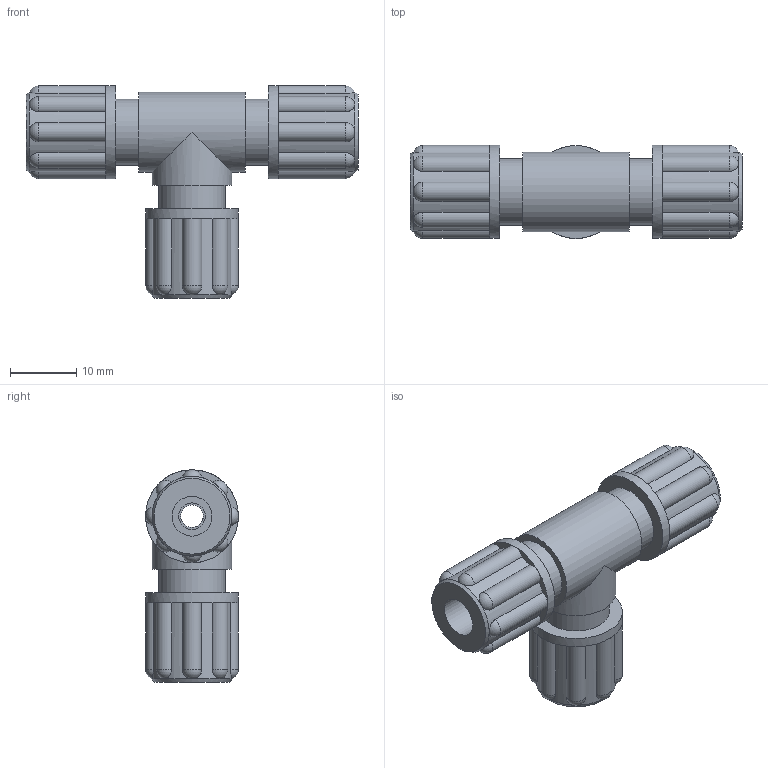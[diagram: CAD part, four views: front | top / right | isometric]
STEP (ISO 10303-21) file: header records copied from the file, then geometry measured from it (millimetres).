
FILE_DESCRIPTION(/* description */ (''),/* implementation_level */ '2;1');
FILE_NAME(/* name */ '1A300T40xx.stp',/* time_stamp */ '2018-01-03T15:50:17+01:00',/* author */ ('somue'),/* organization */ (''),/* preprocessor_version */ 'ST-DEVELOPER v17',/* originating_system */ 'Autodesk Inventor 2018',/* authorisation */ '');
FILE_SCHEMA (('CONFIG_CONTROL_DESIGN'));
Length unit declared in the file: millimetre
Products named in the file (1): 1A300T40xx
Bounding box: 50 x 14 x 32 mm (x, y, z)
Volume: 7031.3 mm3; surface area: 5130.8 mm2
Topology: 1 solids, 1 shells, 130 faces, 324 edges, 207 vertices
Faces by surface type: cylinder 64, plane 39, sphere 24, cone 3
Full cylindrical faces by diameter (mm): 3.4 x2, 4 x3, 6 x3, 10 x3, 12 x2, 14 x3
Entity records: 4438 total; most frequent: CARTESIAN_POINT 1190, DIRECTION 745, ORIENTED_EDGE 648, AXIS2_PLACEMENT_3D 338, EDGE_CURVE 324, VERTEX_POINT 207, CIRCLE 201, EDGE_LOOP 145
